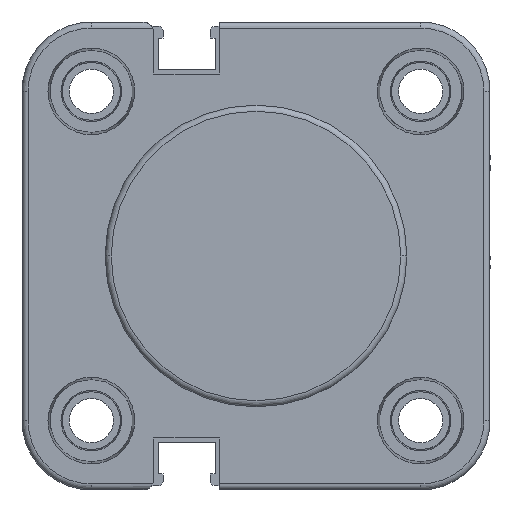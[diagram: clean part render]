
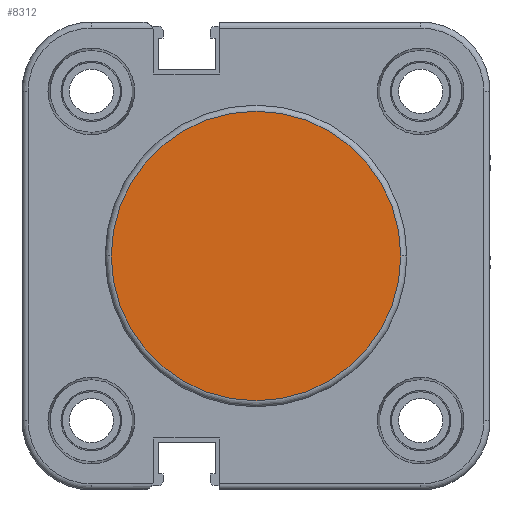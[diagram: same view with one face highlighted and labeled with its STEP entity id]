
A CAD part, front view. The second image highlights one B-rep face of the part: STEP entity #8312.
In plain terms, the highlighted face is planar.
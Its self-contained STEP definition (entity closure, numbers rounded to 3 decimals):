
#389 = CIRCLE ( 'NONE', #8979, 16.7 ) ;
#1680 = DIRECTION ( 'NONE',  ( 0., -1., 0. ) ) ;
#1727 = DIRECTION ( 'NONE',  ( 0., -1., 0. ) ) ;
#2211 = DIRECTION ( 'NONE',  ( 0., -1., 0. ) ) ;
#3401 = VERTEX_POINT ( 'NONE', #6515 ) ;
#3716 = CARTESIAN_POINT ( 'NONE',  ( 0., 0., 0. ) ) ;
#4201 = CARTESIAN_POINT ( 'NONE',  ( 0., 0., 0. ) ) ;
#4206 = VERTEX_POINT ( 'NONE', #5623 ) ;
#4245 = ORIENTED_EDGE ( 'NONE', *, *, #9415, .T. ) ;
#5623 = CARTESIAN_POINT ( 'NONE',  ( 0., -16.7, 0. ) ) ;
#5749 = EDGE_CURVE ( 'NONE', #4206, #3401, #8889, .T. ) ;
#5779 = AXIS2_PLACEMENT_3D ( 'NONE', #4201, #8960, #1727 ) ;
#5783 = FACE_OUTER_BOUND ( 'NONE', #6521, .T. ) ;
#5942 = AXIS2_PLACEMENT_3D ( 'NONE', #11950, #14152, #2211 ) ;
#6464 = DIRECTION ( 'NONE',  ( -1., 0., 0. ) ) ;
#6515 = CARTESIAN_POINT ( 'NONE',  ( 0., 16.7, 0. ) ) ;
#6521 = EDGE_LOOP ( 'NONE', ( #8099, #4245 ) ) ;
#8099 = ORIENTED_EDGE ( 'NONE', *, *, #5749, .T. ) ;
#8312 = ADVANCED_FACE ( 'NONE', ( #5783 ), #13602, .T. ) ;
#8889 = CIRCLE ( 'NONE', #5942, 16.7 ) ;
#8960 = DIRECTION ( 'NONE',  ( -1., 0., 0. ) ) ;
#8979 = AXIS2_PLACEMENT_3D ( 'NONE', #3716, #6464, #1680 ) ;
#9415 = EDGE_CURVE ( 'NONE', #3401, #4206, #389, .T. ) ;
#11950 = CARTESIAN_POINT ( 'NONE',  ( 0., 0., 0. ) ) ;
#13602 = PLANE ( 'NONE',  #5779 ) ;
#14152 = DIRECTION ( 'NONE',  ( -1., 0., 0. ) ) ;
